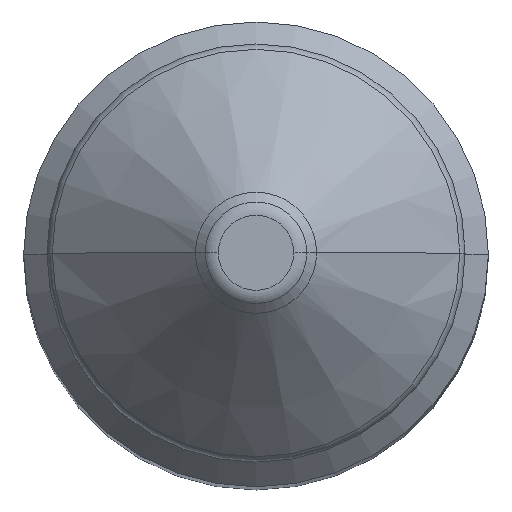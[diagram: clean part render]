
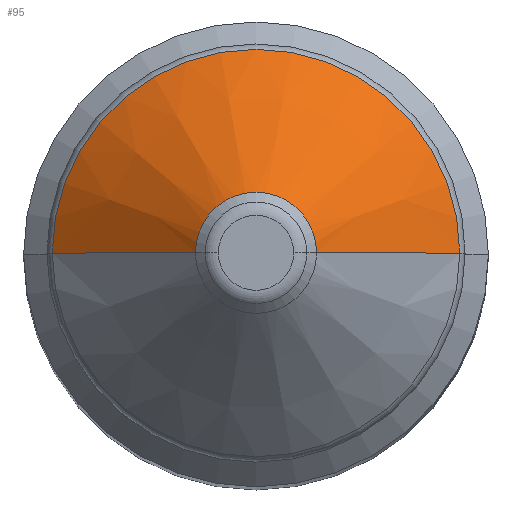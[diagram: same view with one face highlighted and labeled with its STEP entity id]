
A CAD part, top view. The second image highlights one B-rep face of the part: STEP entity #95.
In plain terms, the highlighted conical face has half-angle 45 degrees and reference radius 2.607 mm.
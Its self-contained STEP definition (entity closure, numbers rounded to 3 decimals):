
#12 = VERTEX_POINT ( 'NONE', #307 ) ;
#33 = EDGE_CURVE ( 'NONE', #12, #37, #366, .T. ) ;
#37 = VERTEX_POINT ( 'NONE', #398 ) ;
#48 = EDGE_CURVE ( 'NONE', #50, #37, #415, .T. ) ;
#50 = VERTEX_POINT ( 'NONE', #443 ) ;
#54 = ORIENTED_EDGE ( 'NONE', *, *, #94, .T. ) ;
#55 = ORIENTED_EDGE ( 'NONE', *, *, #97, .F. ) ;
#56 = EDGE_LOOP ( 'NONE', ( #54, #101, #89, #55 ) ) ;
#79 = VERTEX_POINT ( 'NONE', #610 ) ;
#89 = ORIENTED_EDGE ( 'NONE', *, *, #33, .F. ) ;
#94 = EDGE_CURVE ( 'NONE', #79, #50, #601, .T. ) ;
#95 = ADVANCED_FACE ( 'NONE', ( #597 ), #603, .T. ) ;
#97 = EDGE_CURVE ( 'NONE', #79, #12, #620, .T. ) ;
#101 = ORIENTED_EDGE ( 'NONE', *, *, #48, .T. ) ;
#307 = CARTESIAN_POINT ( 'NONE',  ( -8.766, 0., 113.041 ) ) ;
#365 = AXIS2_PLACEMENT_3D ( 'NONE', #404, #433, #432 ) ;
#366 = CIRCLE ( 'NONE', #365, 8.766 ) ;
#398 = CARTESIAN_POINT ( 'NONE',  ( 8.766, 0., 113.041 ) ) ;
#404 = CARTESIAN_POINT ( 'NONE',  ( 0., 0., 113.041 ) ) ;
#412 = DIRECTION ( 'NONE',  ( 0.707, 0., -0.707 ) ) ;
#413 = VECTOR ( 'NONE', #412, 1000. ) ;
#414 = CARTESIAN_POINT ( 'NONE',  ( 2.607, 0., 119.2 ) ) ;
#415 = LINE ( 'NONE', #414, #413 ) ;
#432 = DIRECTION ( 'NONE',  ( -1., 0., 0. ) ) ;
#433 = DIRECTION ( 'NONE',  ( 0., 0., -1. ) ) ;
#443 = CARTESIAN_POINT ( 'NONE',  ( 2.607, 0., 119.2 ) ) ;
#498 = AXIS2_PLACEMENT_3D ( 'NONE', #600, #599, #598 ) ;
#531 = DIRECTION ( 'NONE',  ( -0.707, 0., -0.707 ) ) ;
#532 = VECTOR ( 'NONE', #531, 1000. ) ;
#533 = CARTESIAN_POINT ( 'NONE',  ( -2.607, 0., 119.2 ) ) ;
#549 = AXIS2_PLACEMENT_3D ( 'NONE', #621, #619, #618 ) ;
#597 = FACE_OUTER_BOUND ( 'NONE', #56, .T. ) ;
#598 = DIRECTION ( 'NONE',  ( -1., 0., 0. ) ) ;
#599 = DIRECTION ( 'NONE',  ( 0., 0., -1. ) ) ;
#600 = CARTESIAN_POINT ( 'NONE',  ( 0., 0., 119.2 ) ) ;
#601 = CIRCLE ( 'NONE', #498, 2.607 ) ;
#603 = CONICAL_SURFACE ( 'NONE', #549, 2.607, 0.785 ) ;
#610 = CARTESIAN_POINT ( 'NONE',  ( -2.607, 0., 119.2 ) ) ;
#618 = DIRECTION ( 'NONE',  ( -1., 0., 0. ) ) ;
#619 = DIRECTION ( 'NONE',  ( 0., 0., -1. ) ) ;
#620 = LINE ( 'NONE', #533, #532 ) ;
#621 = CARTESIAN_POINT ( 'NONE',  ( 0., 0., 119.2 ) ) ;
